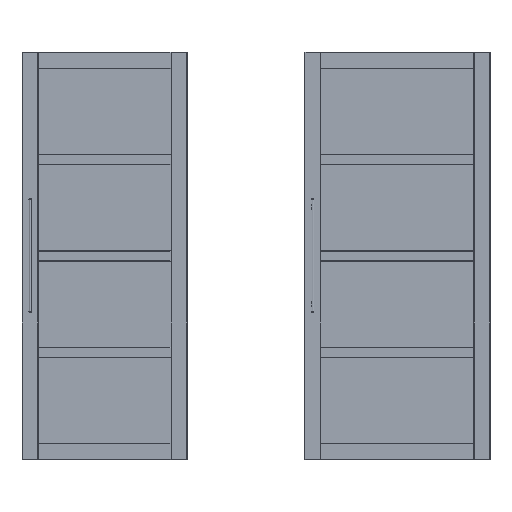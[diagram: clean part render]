
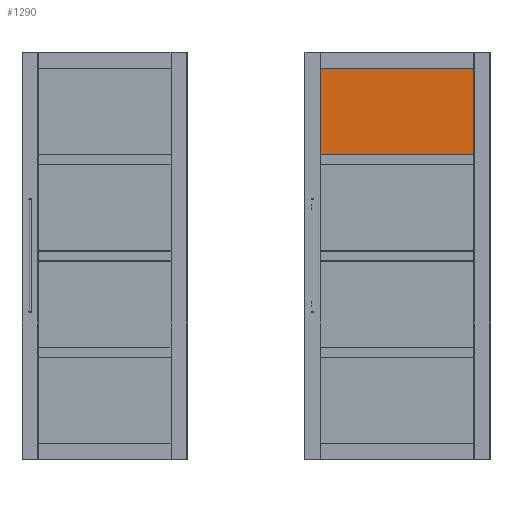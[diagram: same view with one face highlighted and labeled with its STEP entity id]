
A CAD part, front view. The second image highlights one B-rep face of the part: STEP entity #1290.
In plain terms, the highlighted planar face has unit normal (0, -1, 0).
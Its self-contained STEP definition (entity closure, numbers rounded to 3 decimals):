
#401=PLANE('',#10283);
#806=FACE_OUTER_BOUND('',#2002,.T.);
#1290=ADVANCED_FACE('',(#806),#401,.F.);
#2002=EDGE_LOOP('',(#6027,#6028,#6029,#6030));
#2748=LINE('',#15482,#3722);
#2749=LINE('',#15485,#3723);
#2750=LINE('',#15487,#3724);
#2751=LINE('',#15489,#3725);
#3722=VECTOR('',#12207,1.);
#3723=VECTOR('',#12208,1.);
#3724=VECTOR('',#12209,1.);
#3725=VECTOR('',#12210,1.);
#6027=ORIENTED_EDGE('',*,*,#9068,.F.);
#6028=ORIENTED_EDGE('',*,*,#9069,.T.);
#6029=ORIENTED_EDGE('',*,*,#9070,.T.);
#6030=ORIENTED_EDGE('',*,*,#9071,.F.);
#7867=VERTEX_POINT('',#15483);
#7868=VERTEX_POINT('',#15484);
#7869=VERTEX_POINT('',#15486);
#7870=VERTEX_POINT('',#15488);
#9068=EDGE_CURVE('',#7867,#7868,#2748,.T.);
#9069=EDGE_CURVE('',#7867,#7869,#2749,.T.);
#9070=EDGE_CURVE('',#7869,#7870,#2750,.T.);
#9071=EDGE_CURVE('',#7868,#7870,#2751,.T.);
#10283=AXIS2_PLACEMENT_3D('',#15490,#12211,#12212);
#12207=DIRECTION('',(0.,0.,-1.));
#12208=DIRECTION('',(-1.,0.,0.));
#12209=DIRECTION('',(0.,0.,-1.));
#12210=DIRECTION('',(-1.,0.,0.));
#12211=DIRECTION('',(0.,1.,0.));
#12212=DIRECTION('',(0.,0.,1.));
#15482=CARTESIAN_POINT('',(1829.094,-22.95,0.));
#15483=CARTESIAN_POINT('',(1829.094,-22.95,1937.094));
#15484=CARTESIAN_POINT('',(1829.094,-22.95,1510.406));
#15485=CARTESIAN_POINT('',(465.,-22.95,1937.094));
#15486=CARTESIAN_POINT('',(1070.906,-22.95,1937.094));
#15487=CARTESIAN_POINT('',(1070.906,-22.95,0.));
#15488=CARTESIAN_POINT('',(1070.906,-22.95,1510.406));
#15489=CARTESIAN_POINT('',(465.,-22.95,1510.406));
#15490=CARTESIAN_POINT('',(1500.,-22.95,1723.75));
